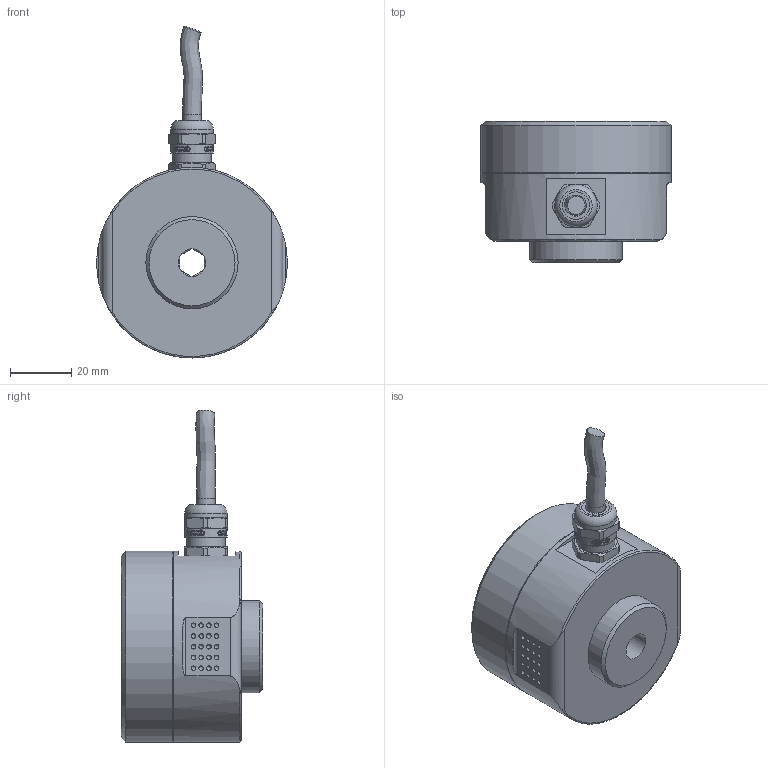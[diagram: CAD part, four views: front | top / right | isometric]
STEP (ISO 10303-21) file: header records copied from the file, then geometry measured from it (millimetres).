
FILE_DESCRIPTION (( 'STEP AP214' ), '1' );
FILE_NAME ('02.117.022.STEP', '2021-01-19T09:10:26', ( '' ), ( '' ), 'SwSTEP 2.0', 'SolidWorks 2020', '' );
FILE_SCHEMA (( 'AUTOMOTIVE_DESIGN' ));
Length unit declared in the file: millimetre
Products named in the file (1): 02.117.022
Bounding box: 62 x 46 x 108 mm (x, y, z)
Volume: 119144.5 mm3; surface area: 18004.2 mm2
Topology: 1 solids, 6 shells, 524 faces, 1446 edges, 933 vertices
Faces by surface type: plane 368, cylinder 84, bspline 43, cone 26, torus 3
Full cylindrical faces by diameter (mm): 6 x1, 6.5 x1, 9 x2, 9.6 x1, 11.28 x1, 12.5 x1, 13.8 x2, 14.9 x1, 15 x1, 30 x1, 62 x2
Entity records: 17377 total; most frequent: CARTESIAN_POINT 4450, DIRECTION 2673, ORIENTED_EDGE 2654, EDGE_CURVE 1327, AXIS2_PLACEMENT_3D 970, VERTEX_POINT 922, LINE 733, VECTOR 733
